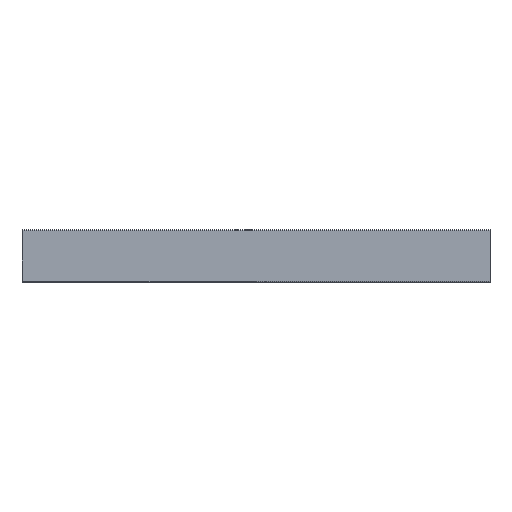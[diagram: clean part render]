
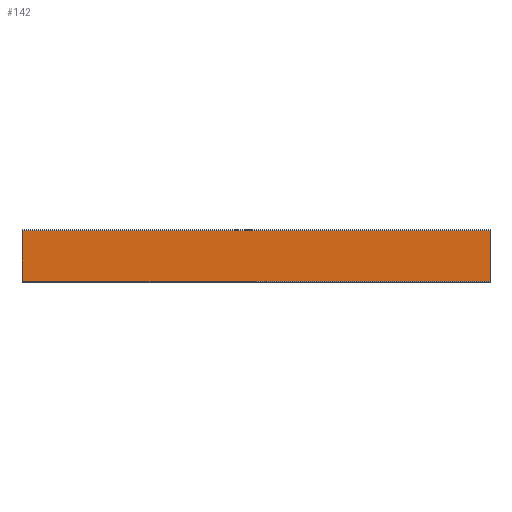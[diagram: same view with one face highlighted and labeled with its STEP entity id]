
A CAD part, top view. The second image highlights one B-rep face of the part: STEP entity #142.
In plain terms, the highlighted planar face has unit normal (0, 0, 1).
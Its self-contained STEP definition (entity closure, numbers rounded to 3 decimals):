
#26 = VECTOR ( 'NONE', #1164, 1000. ) ;
#40 = LINE ( 'NONE', #1157, #26 ) ;
#48 = LINE ( 'NONE', #1173, #53 ) ;
#53 = VECTOR ( 'NONE', #1171, 1000. ) ;
#58 = LINE ( 'NONE', #1168, #70 ) ;
#70 = VECTOR ( 'NONE', #1109, 1000. ) ;
#86 = LINE ( 'NONE', #1379, #88 ) ;
#88 = VECTOR ( 'NONE', #1381, 1000. ) ;
#142 = ADVANCED_FACE ( 'NONE', ( #1051 ), #880, .T. ) ;
#223 = EDGE_LOOP ( 'NONE', ( #334, #335, #336, #337 ) ) ;
#334 = ORIENTED_EDGE ( 'NONE', *, *, #1483, .T. ) ;
#335 = ORIENTED_EDGE ( 'NONE', *, *, #1486, .T. ) ;
#336 = ORIENTED_EDGE ( 'NONE', *, *, #1489, .T. ) ;
#337 = ORIENTED_EDGE ( 'NONE', *, *, #775, .T. ) ;
#678 = AXIS2_PLACEMENT_3D ( 'NONE', #881, #872, #871 ) ;
#759 = VERTEX_POINT ( 'NONE', #1400 ) ;
#775 = EDGE_CURVE ( 'NONE', #1357, #759, #86, .T. ) ;
#871 = DIRECTION ( 'NONE',  ( 1., 0., 0. ) ) ;
#872 = DIRECTION ( 'NONE',  ( 0., 0., 1. ) ) ;
#880 = PLANE ( 'NONE',  #678 ) ;
#881 = CARTESIAN_POINT ( 'NONE',  ( -345., -37., 2. ) ) ;
#922 = CARTESIAN_POINT ( 'NONE',  ( -345., -36.99, 2. ) ) ;
#1051 = FACE_OUTER_BOUND ( 'NONE', #223, .T. ) ;
#1070 = CARTESIAN_POINT ( 'NONE',  ( 345., -36.99, 2. ) ) ;
#1080 = CARTESIAN_POINT ( 'NONE',  ( 345., 36.99, 2. ) ) ;
#1109 = DIRECTION ( 'NONE',  ( 1., 0., 0. ) ) ;
#1157 = CARTESIAN_POINT ( 'NONE',  ( 345., 37., 2. ) ) ;
#1164 = DIRECTION ( 'NONE',  ( 0., 1., 0. ) ) ;
#1168 = CARTESIAN_POINT ( 'NONE',  ( -345., -36.99, 2. ) ) ;
#1171 = DIRECTION ( 'NONE',  ( 0., -1., 0. ) ) ;
#1173 = CARTESIAN_POINT ( 'NONE',  ( -345., 37., 2. ) ) ;
#1357 = VERTEX_POINT ( 'NONE', #1080 ) ;
#1359 = VERTEX_POINT ( 'NONE', #1070 ) ;
#1379 = CARTESIAN_POINT ( 'NONE',  ( 345., 36.99, 2. ) ) ;
#1381 = DIRECTION ( 'NONE',  ( -1., 0., 0. ) ) ;
#1400 = CARTESIAN_POINT ( 'NONE',  ( -345., 36.99, 2. ) ) ;
#1483 = EDGE_CURVE ( 'NONE', #759, #1565, #48, .T. ) ;
#1486 = EDGE_CURVE ( 'NONE', #1565, #1359, #58, .T. ) ;
#1489 = EDGE_CURVE ( 'NONE', #1359, #1357, #40, .T. ) ;
#1565 = VERTEX_POINT ( 'NONE', #922 ) ;
